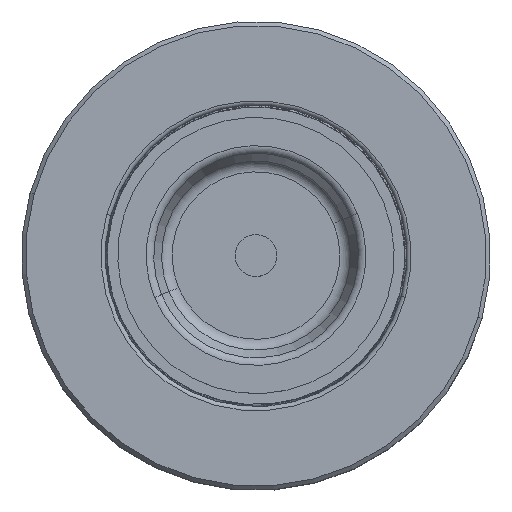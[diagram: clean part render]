
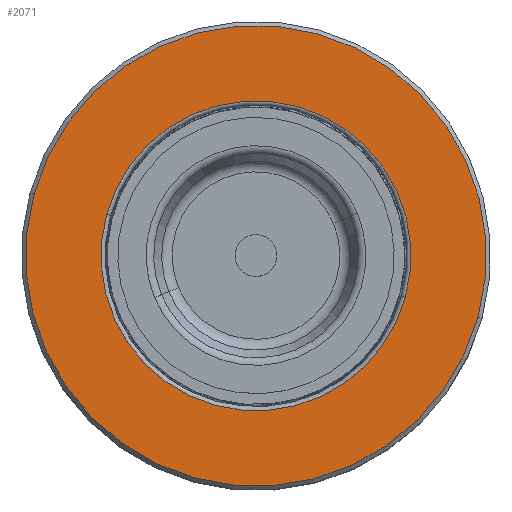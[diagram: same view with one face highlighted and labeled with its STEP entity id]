
A CAD part, top view. The second image highlights one B-rep face of the part: STEP entity #2071.
In plain terms, the highlighted face is planar.
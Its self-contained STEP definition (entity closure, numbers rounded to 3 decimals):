
#436 = ORIENTED_EDGE ( 'NONE', *, *, #22471, .F. ) ;
#792 = CARTESIAN_POINT ( 'NONE',  ( 0., 18.687, -27.5 ) ) ;
#1507 = DIRECTION ( 'NONE',  ( 0., 0., -1. ) ) ;
#2071 = ADVANCED_FACE ( 'NONE', ( #11708, #30082 ), #20995, .T. ) ;
#2667 = DIRECTION ( 'NONE',  ( 0., 1., 0. ) ) ;
#2979 = CARTESIAN_POINT ( 'NONE',  ( 27.5, 18.687, 0. ) ) ;
#3185 = ORIENTED_EDGE ( 'NONE', *, *, #23745, .T. ) ;
#6339 = CIRCLE ( 'NONE', #44003, 18.5 ) ;
#6611 = VERTEX_POINT ( 'NONE', #792 ) ;
#6874 = AXIS2_PLACEMENT_3D ( 'NONE', #29535, #25714, #36983 ) ;
#7564 = CARTESIAN_POINT ( 'NONE',  ( 0., 18.687, 0. ) ) ;
#8250 = CARTESIAN_POINT ( 'NONE',  ( 0., 18.687, 0. ) ) ;
#10883 = ORIENTED_EDGE ( 'NONE', *, *, #11767, .F. ) ;
#10898 = AXIS2_PLACEMENT_3D ( 'NONE', #2979, #2667, #21305 ) ;
#11708 = FACE_BOUND ( 'NONE', #11834, .T. ) ;
#11765 = DIRECTION ( 'NONE',  ( 0., 0., -1. ) ) ;
#11767 = EDGE_CURVE ( 'NONE', #6611, #16577, #17406, .T. ) ;
#11834 = EDGE_LOOP ( 'NONE', ( #3185, #45632 ) ) ;
#16577 = VERTEX_POINT ( 'NONE', #34002 ) ;
#17007 = CIRCLE ( 'NONE', #6874, 18.5 ) ;
#17406 = CIRCLE ( 'NONE', #46152, 27.5 ) ;
#20539 = CIRCLE ( 'NONE', #20769, 27.5 ) ;
#20769 = AXIS2_PLACEMENT_3D ( 'NONE', #8250, #33968, #38146 ) ;
#20995 = PLANE ( 'NONE',  #10898 ) ;
#21305 = DIRECTION ( 'NONE',  ( 0., 0., 1. ) ) ;
#22336 = CARTESIAN_POINT ( 'NONE',  ( 0., 18.687, -18.5 ) ) ;
#22471 = EDGE_CURVE ( 'NONE', #16577, #6611, #20539, .T. ) ;
#23745 = EDGE_CURVE ( 'NONE', #40218, #30121, #17007, .T. ) ;
#25710 = CARTESIAN_POINT ( 'NONE',  ( 0., 18.687, 18.5 ) ) ;
#25714 = DIRECTION ( 'NONE',  ( 0., -1., 0. ) ) ;
#29535 = CARTESIAN_POINT ( 'NONE',  ( 0., 18.687, 0. ) ) ;
#30082 = FACE_OUTER_BOUND ( 'NONE', #46555, .T. ) ;
#30121 = VERTEX_POINT ( 'NONE', #25710 ) ;
#30240 = CARTESIAN_POINT ( 'NONE',  ( 0., 18.687, 0. ) ) ;
#33953 = DIRECTION ( 'NONE',  ( 0., -1., 0. ) ) ;
#33968 = DIRECTION ( 'NONE',  ( 0., -1., 0. ) ) ;
#34002 = CARTESIAN_POINT ( 'NONE',  ( 0., 18.687, 27.5 ) ) ;
#36983 = DIRECTION ( 'NONE',  ( 0., 0., -1. ) ) ;
#37845 = DIRECTION ( 'NONE',  ( 0., -1., 0. ) ) ;
#38146 = DIRECTION ( 'NONE',  ( 0., 0., -1. ) ) ;
#38437 = EDGE_CURVE ( 'NONE', #30121, #40218, #6339, .T. ) ;
#40218 = VERTEX_POINT ( 'NONE', #22336 ) ;
#44003 = AXIS2_PLACEMENT_3D ( 'NONE', #7564, #33953, #11765 ) ;
#45632 = ORIENTED_EDGE ( 'NONE', *, *, #38437, .T. ) ;
#46152 = AXIS2_PLACEMENT_3D ( 'NONE', #30240, #37845, #1507 ) ;
#46555 = EDGE_LOOP ( 'NONE', ( #10883, #436 ) ) ;
